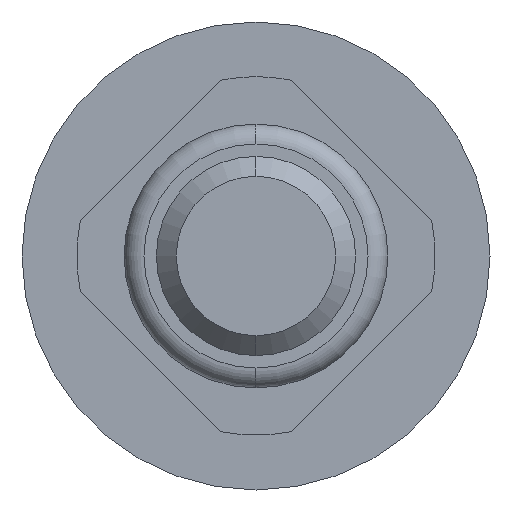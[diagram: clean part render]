
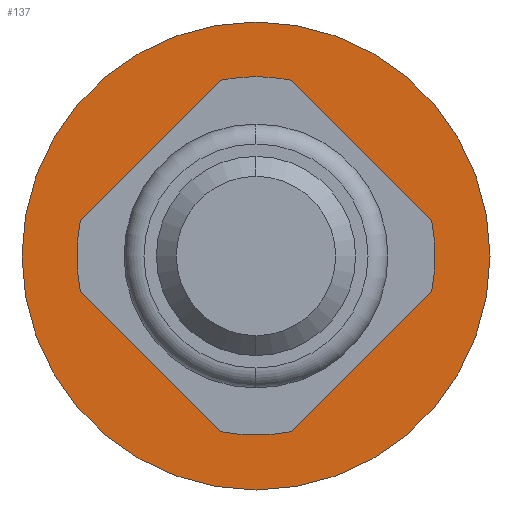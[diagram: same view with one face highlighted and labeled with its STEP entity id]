
A CAD part, front view. The second image highlights one B-rep face of the part: STEP entity #137.
In plain terms, the highlighted planar face has unit normal (0, -1, 0).
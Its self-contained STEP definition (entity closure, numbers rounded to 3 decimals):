
#70 = AXIS2_PLACEMENT_3D ( 'NONE', #1641, #2210, #2790 ) ;
#137 = ADVANCED_FACE ( 'Defeature ausgef�hrt3_24', ( #361, #3690 ), #727, .T. ) ;
#159 = CARTESIAN_POINT ( 'NONE',  ( 0., 5.3, 0. ) ) ;
#168 = DIRECTION ( 'NONE',  ( 0., -1., 0. ) ) ;
#196 = CIRCLE ( 'NONE', #1001, 2.35 ) ;
#200 = DIRECTION ( 'NONE',  ( 0., -1., 0. ) ) ;
#225 = CIRCLE ( 'NONE', #70, 0.9 ) ;
#361 = FACE_OUTER_BOUND ( 'NONE', #1910, .T. ) ;
#484 = VERTEX_POINT ( 'NONE', #2745 ) ;
#727 = PLANE ( 'NONE',  #1707 ) ;
#760 = ORIENTED_EDGE ( 'NONE', *, *, #3394, .T. ) ;
#851 = ORIENTED_EDGE ( 'NONE', *, *, #1319, .F. ) ;
#937 = CARTESIAN_POINT ( 'NONE',  ( 0., 5.3, 2.35 ) ) ;
#1001 = AXIS2_PLACEMENT_3D ( 'NONE', #2795, #200, #2231 ) ;
#1090 = CARTESIAN_POINT ( 'NONE',  ( 0., 5.3, 0.9 ) ) ;
#1319 = EDGE_CURVE ( 'Defeature ausgef�hrt3_19+Defeature ausgef�hrt3_24+Defeature ausgef�hrt3_24+Defeature ausgef�hrt3_24', #3012, #2587, #225, .T. ) ;
#1550 = CIRCLE ( 'NONE', #3402, 0.9 ) ;
#1603 = CARTESIAN_POINT ( 'NONE',  ( 2.35, 5.3, 0. ) ) ;
#1641 = CARTESIAN_POINT ( 'NONE',  ( 0., 5.3, 0. ) ) ;
#1707 = AXIS2_PLACEMENT_3D ( 'NONE', #1603, #168, #2462 ) ;
#1711 = EDGE_CURVE ( 'Defeature ausgef�hrt3_24+Defeature ausgef�hrt3_23+Defeature ausgef�hrt3_23+Defeature ausgef�hrt3_23', #484, #2818, #3123, .T. ) ;
#1910 = EDGE_LOOP ( 'NONE', ( #2624, #760 ) ) ;
#2162 = DIRECTION ( 'NONE',  ( 0., -1., 0. ) ) ;
#2173 = EDGE_CURVE ( 'Defeature ausgef�hrt3_19+Defeature ausgef�hrt3_24+Defeature ausgef�hrt3_24+Defeature ausgef�hrt3_24', #2587, #3012, #1550, .T. ) ;
#2210 = DIRECTION ( 'NONE',  ( 0., -1., 0. ) ) ;
#2231 = DIRECTION ( 'NONE',  ( 0., 0., -1. ) ) ;
#2329 = AXIS2_PLACEMENT_3D ( 'NONE', #159, #2162, #2452 ) ;
#2452 = DIRECTION ( 'NONE',  ( 0., 0., -1. ) ) ;
#2462 = DIRECTION ( 'NONE',  ( 0., 0., -1. ) ) ;
#2587 = VERTEX_POINT ( 'NONE', #1090 ) ;
#2624 = ORIENTED_EDGE ( 'NONE', *, *, #1711, .T. ) ;
#2745 = CARTESIAN_POINT ( 'NONE',  ( 0., 5.3, -2.35 ) ) ;
#2790 = DIRECTION ( 'NONE',  ( 0., 0., -1. ) ) ;
#2795 = CARTESIAN_POINT ( 'NONE',  ( 0., 5.3, 0. ) ) ;
#2818 = VERTEX_POINT ( 'NONE', #937 ) ;
#2892 = DIRECTION ( 'NONE',  ( 0., -1., 0. ) ) ;
#2919 = DIRECTION ( 'NONE',  ( 0., 0., -1. ) ) ;
#3012 = VERTEX_POINT ( 'NONE', #3025 ) ;
#3025 = CARTESIAN_POINT ( 'NONE',  ( 0., 5.3, -0.9 ) ) ;
#3123 = CIRCLE ( 'NONE', #2329, 2.35 ) ;
#3185 = CARTESIAN_POINT ( 'NONE',  ( 0., 5.3, 0. ) ) ;
#3394 = EDGE_CURVE ( 'Defeature ausgef�hrt3_24+Defeature ausgef�hrt3_23+Defeature ausgef�hrt3_23+Defeature ausgef�hrt3_23', #2818, #484, #196, .T. ) ;
#3402 = AXIS2_PLACEMENT_3D ( 'NONE', #3185, #2892, #2919 ) ;
#3420 = ORIENTED_EDGE ( 'NONE', *, *, #2173, .F. ) ;
#3558 = EDGE_LOOP ( 'NONE', ( #851, #3420 ) ) ;
#3690 = FACE_BOUND ( 'NONE', #3558, .T. ) ;
